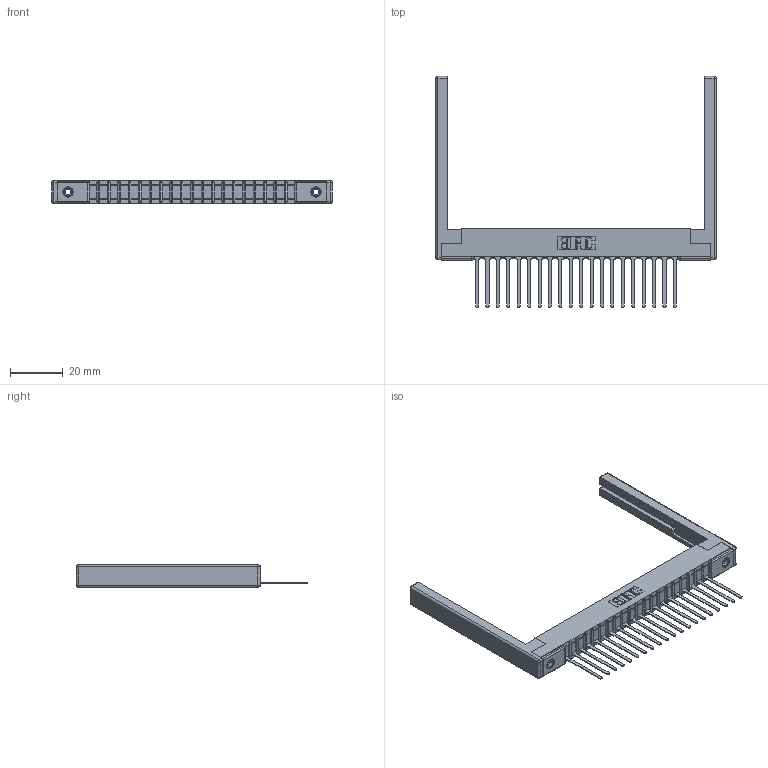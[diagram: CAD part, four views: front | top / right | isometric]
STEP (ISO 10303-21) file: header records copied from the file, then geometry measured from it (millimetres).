
FILE_DESCRIPTION (( 'STEP AP203' ), '1' );
FILE_NAME ('357-020-445-168.STEP', '2020-10-01T03:41:48', ( '' ), ( '' ), 'SwSTEP 2.0', 'SolidWorks 2020', '' );
FILE_SCHEMA (( 'CONFIG_CONTROL_DESIGN' ));
Length unit declared in the file: inch
Products named in the file (5): 307-290-001_545; 307 Part_.156 Dia Mounting Holes; 345-250-001_345-250-001-102; 357-020-445-168; 307-220-068
Assembly tree (25 placements, depth 2):
  357-020-445-168
    307 Part_.156 Dia Mounting Holes
    307-290-001_545  x20
    307-220-068  x2
    345-250-001_345-250-001-102  x2
Bounding box: 106.68 x 87.96 x 8.71 mm (x, y, z)
Volume: 11393.4 mm3; surface area: 15120.3 mm2
Topology: 25 solids, 25 shells, 1413 faces, 3953 edges, 2530 vertices
Faces by surface type: plane 898, cylinder 449, sphere 50, cone 12, torus 4
Entity records: 22585 total; most frequent: CARTESIAN_POINT 3761, ORIENTED_EDGE 3736, DIRECTION 3688, EDGE_CURVE 1868, LINE 1422, VECTOR 1422, VERTEX_POINT 1206, AXIS2_PLACEMENT_3D 1133
